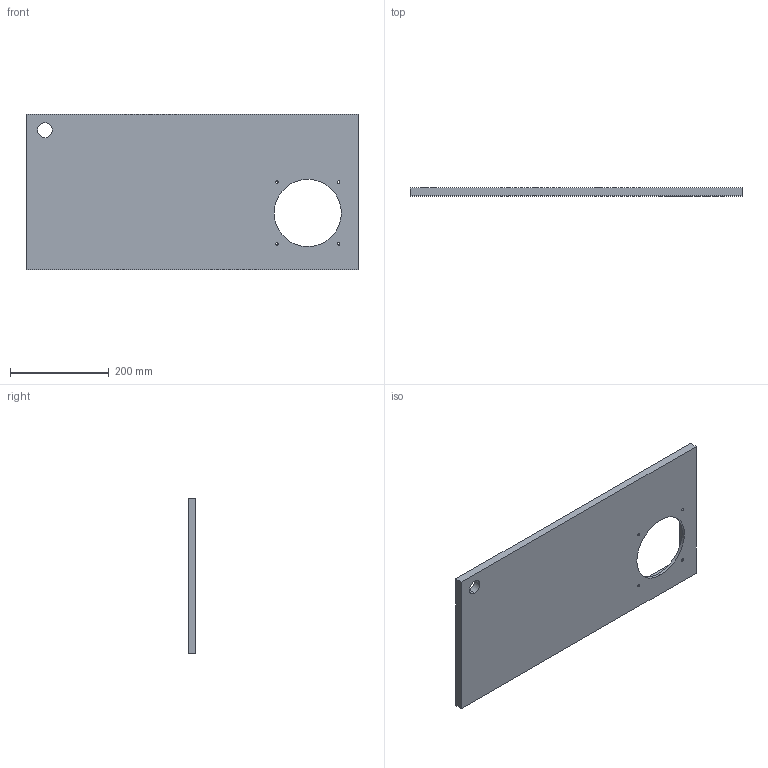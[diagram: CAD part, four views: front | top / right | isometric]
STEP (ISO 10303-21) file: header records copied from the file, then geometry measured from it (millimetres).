
FILE_DESCRIPTION (( 'STEP AP214' ), '1' );
FILE_NAME ('Maintanence Door.STEP', '2020-02-13T22:54:26', ( '' ), ( '' ), 'SwSTEP 2.0', 'SolidWorks 2019', '' );
FILE_SCHEMA (( 'AUTOMOTIVE_DESIGN' ));
Length unit declared in the file: inch
Products named in the file (1): Maintanence Door
Bounding box: 671.27 x 15.88 x 313.41 mm (x, y, z)
Volume: 3009021.1 mm3; surface area: 436260.9 mm2
Topology: 1 solids, 1 shells, 66 faces, 150 edges, 100 vertices
Faces by surface type: cylinder 42, plane 24
Entity records: 1962 total; most frequent: DIRECTION 368, CARTESIAN_POINT 317, ORIENTED_EDGE 300, AXIS2_PLACEMENT_3D 151, EDGE_CURVE 150, VERTEX_POINT 100, EDGE_LOOP 92, CIRCLE 84
